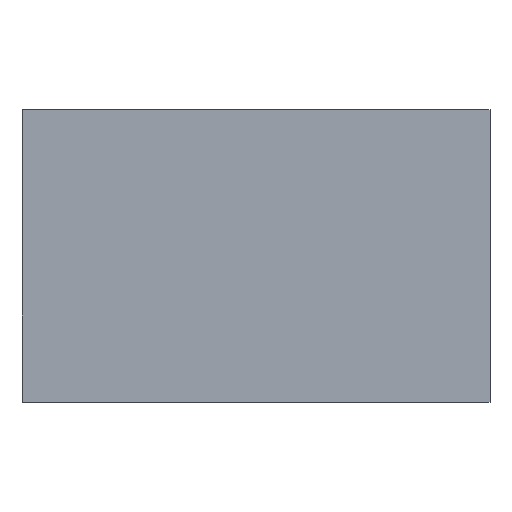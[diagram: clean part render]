
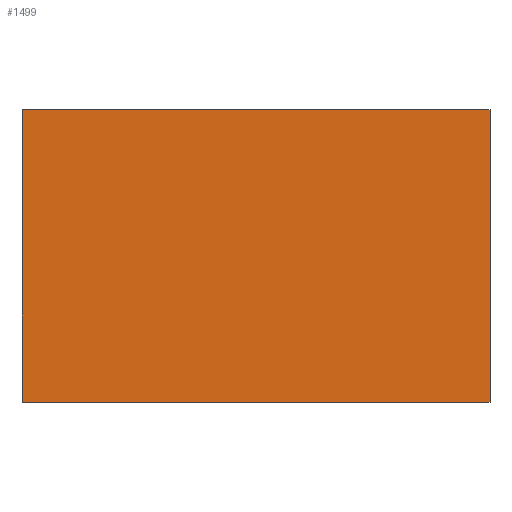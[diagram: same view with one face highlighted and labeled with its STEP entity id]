
A CAD part, top view. The second image highlights one B-rep face of the part: STEP entity #1499.
In plain terms, the highlighted planar face has unit normal (0, 0, 1).
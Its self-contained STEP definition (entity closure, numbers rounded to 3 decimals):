
#138=FACE_OUTER_BOUND('',#216,.T.);
#216=EDGE_LOOP('',(#1311,#1312,#1313,#1314));
#353=LINE('',#2835,#494);
#355=LINE('',#2839,#496);
#358=LINE('',#2844,#499);
#361=LINE('',#2848,#502);
#494=VECTOR('',#1762,10.);
#496=VECTOR('',#1766,10.);
#499=VECTOR('',#1771,10.);
#502=VECTOR('',#1776,10.);
#723=VERTEX_POINT('',#2832);
#724=VERTEX_POINT('',#2834);
#725=VERTEX_POINT('',#2838);
#726=VERTEX_POINT('',#2843);
#937=EDGE_CURVE('',#723,#724,#353,.T.);
#939=EDGE_CURVE('',#724,#725,#355,.T.);
#942=EDGE_CURVE('',#725,#726,#358,.T.);
#945=EDGE_CURVE('',#726,#723,#361,.T.);
#1311=ORIENTED_EDGE('',*,*,#937,.F.);
#1312=ORIENTED_EDGE('',*,*,#945,.F.);
#1313=ORIENTED_EDGE('',*,*,#942,.F.);
#1314=ORIENTED_EDGE('',*,*,#939,.F.);
#1421=PLANE('',#1558);
#1499=ADVANCED_FACE('',(#138),#1421,.T.);
#1558=AXIS2_PLACEMENT_3D('',#2849,#1777,#1778);
#1762=DIRECTION('',(0.,-1.,0.));
#1766=DIRECTION('',(-1.,0.,0.));
#1771=DIRECTION('',(0.,1.,0.));
#1776=DIRECTION('',(1.,0.,0.));
#1777=DIRECTION('center_axis',(0.,0.,1.));
#1778=DIRECTION('ref_axis',(1.,0.,0.));
#2832=CARTESIAN_POINT('',(1.,0.625,0.5));
#2834=CARTESIAN_POINT('',(1.,-0.625,0.5));
#2835=CARTESIAN_POINT('',(1.,0.625,0.5));
#2838=CARTESIAN_POINT('',(-1.,-0.625,0.5));
#2839=CARTESIAN_POINT('',(1.,-0.625,0.5));
#2843=CARTESIAN_POINT('',(-1.,0.625,0.5));
#2844=CARTESIAN_POINT('',(-1.,-0.625,0.5));
#2848=CARTESIAN_POINT('',(-1.,0.625,0.5));
#2849=CARTESIAN_POINT('Origin',(0.,0.,0.5));
